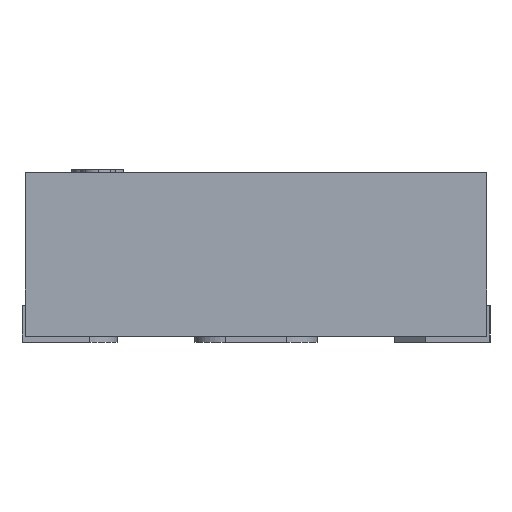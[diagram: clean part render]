
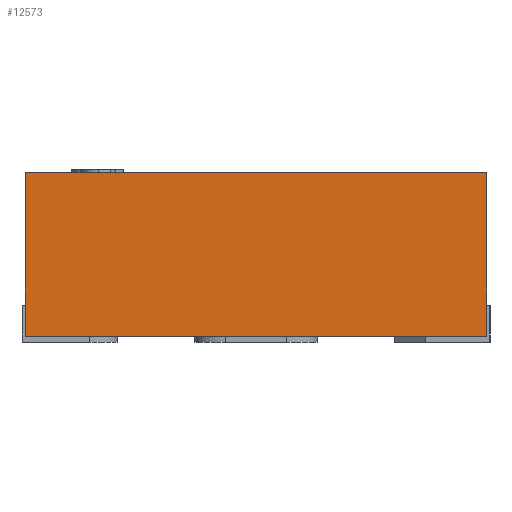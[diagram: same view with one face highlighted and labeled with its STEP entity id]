
A CAD part, left-side view. The second image highlights one B-rep face of the part: STEP entity #12573.
In plain terms, the highlighted planar face has unit normal (-1, 0, 0).
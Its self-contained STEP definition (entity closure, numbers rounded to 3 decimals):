
#791 = ORIENTED_EDGE ( 'NONE', *, *, #5187, .T. ) ;
#1918 = DIRECTION ( 'NONE',  ( 0., -1., 0. ) ) ;
#2038 = DIRECTION ( 'NONE',  ( 1., 0., 0. ) ) ;
#2365 = VECTOR ( 'NONE', #1918, 1000. ) ;
#2507 = VERTEX_POINT ( 'NONE', #10174 ) ;
#2672 = CARTESIAN_POINT ( 'NONE',  ( -0.85, 0.75, 0.53 ) ) ;
#4204 = CARTESIAN_POINT ( 'NONE',  ( -0.85, 0.75, 0. ) ) ;
#4510 = ORIENTED_EDGE ( 'NONE', *, *, #10761, .F. ) ;
#4622 = FACE_OUTER_BOUND ( 'NONE', #7121, .T. ) ;
#5187 = EDGE_CURVE ( 'NONE', #7605, #8749, #7444, .T. ) ;
#5580 = LINE ( 'NONE', #14956, #16006 ) ;
#6262 = ORIENTED_EDGE ( 'NONE', *, *, #12345, .T. ) ;
#6323 = CARTESIAN_POINT ( 'NONE',  ( -0.85, -0.75, 0. ) ) ;
#6397 = LINE ( 'NONE', #7727, #2365 ) ;
#7054 = EDGE_CURVE ( 'NONE', #2507, #8749, #5580, .T. ) ;
#7081 = CARTESIAN_POINT ( 'NONE',  ( -0.85, 0.75, 0. ) ) ;
#7121 = EDGE_LOOP ( 'NONE', ( #791, #17130, #4510, #6262 ) ) ;
#7441 = DIRECTION ( 'NONE',  ( 0., 1., 0. ) ) ;
#7444 = LINE ( 'NONE', #7081, #13208 ) ;
#7605 = VERTEX_POINT ( 'NONE', #4204 ) ;
#7727 = CARTESIAN_POINT ( 'NONE',  ( -0.85, 0.75, 0.53 ) ) ;
#8316 = AXIS2_PLACEMENT_3D ( 'NONE', #13913, #2038, #7441 ) ;
#8328 = DIRECTION ( 'NONE',  ( 0., 0., -1. ) ) ;
#8516 = DIRECTION ( 'NONE',  ( 0., -1., 0. ) ) ;
#8749 = VERTEX_POINT ( 'NONE', #6323 ) ;
#10174 = CARTESIAN_POINT ( 'NONE',  ( -0.85, -0.75, 0.53 ) ) ;
#10667 = LINE ( 'NONE', #2672, #11412 ) ;
#10761 = EDGE_CURVE ( 'NONE', #16123, #2507, #6397, .T. ) ;
#11412 = VECTOR ( 'NONE', #14717, 1000. ) ;
#12345 = EDGE_CURVE ( 'NONE', #16123, #7605, #10667, .T. ) ;
#12573 = ADVANCED_FACE ( 'NONE', ( #4622 ), #17226, .F. ) ;
#13208 = VECTOR ( 'NONE', #8516, 1000. ) ;
#13913 = CARTESIAN_POINT ( 'NONE',  ( -0.85, 0.75, 0.53 ) ) ;
#14717 = DIRECTION ( 'NONE',  ( 0., 0., -1. ) ) ;
#14956 = CARTESIAN_POINT ( 'NONE',  ( -0.85, -0.75, 0.53 ) ) ;
#16006 = VECTOR ( 'NONE', #8328, 1000. ) ;
#16123 = VERTEX_POINT ( 'NONE', #16661 ) ;
#16661 = CARTESIAN_POINT ( 'NONE',  ( -0.85, 0.75, 0.53 ) ) ;
#17130 = ORIENTED_EDGE ( 'NONE', *, *, #7054, .F. ) ;
#17226 = PLANE ( 'NONE',  #8316 ) ;
